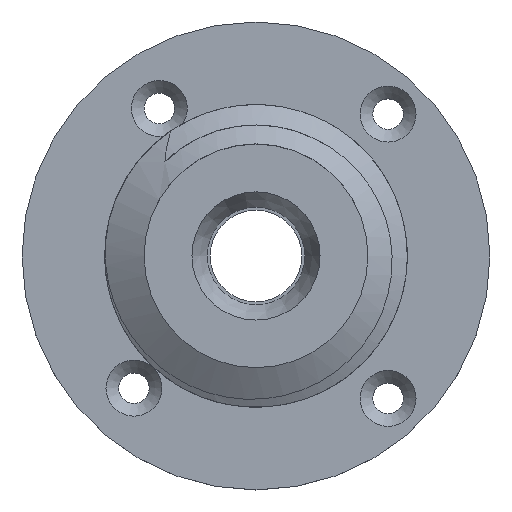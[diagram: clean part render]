
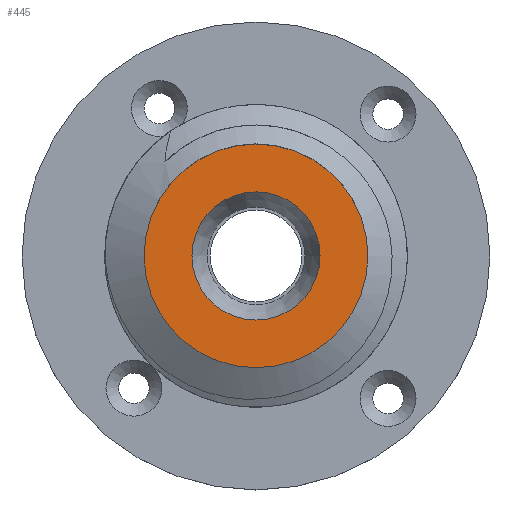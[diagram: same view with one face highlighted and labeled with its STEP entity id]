
A CAD part, top view. The second image highlights one B-rep face of the part: STEP entity #445.
In plain terms, the highlighted planar face has unit normal (0, 0, 1).
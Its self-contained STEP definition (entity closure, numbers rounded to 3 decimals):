
#21=FACE_BOUND('',#91,.T.);
#30=PLANE('',#507);
#60=FACE_OUTER_BOUND('',#90,.T.);
#90=EDGE_LOOP('',(#393));
#91=EDGE_LOOP('',(#394));
#123=CIRCLE('',#503,11.);
#124=CIRCLE('',#505,6.3);
#216=VERTEX_POINT('',#1853);
#217=VERTEX_POINT('',#1857);
#276=EDGE_CURVE('',#216,#216,#123,.T.);
#277=EDGE_CURVE('',#217,#217,#124,.T.);
#393=ORIENTED_EDGE('',*,*,#276,.T.);
#394=ORIENTED_EDGE('',*,*,#277,.F.);
#445=ADVANCED_FACE('',(#60,#21),#30,.T.);
#503=AXIS2_PLACEMENT_3D('',#1855,#609,#610);
#505=AXIS2_PLACEMENT_3D('',#1858,#613,#614);
#507=AXIS2_PLACEMENT_3D('',#1862,#618,#619);
#609=DIRECTION('center_axis',(0.,0.,1.));
#610=DIRECTION('ref_axis',(1.,0.,0.));
#613=DIRECTION('center_axis',(0.,0.,1.));
#614=DIRECTION('ref_axis',(1.,0.,0.));
#618=DIRECTION('center_axis',(0.,0.,1.));
#619=DIRECTION('ref_axis',(1.,0.,0.));
#1853=CARTESIAN_POINT('',(-11.,0.,3.));
#1855=CARTESIAN_POINT('Origin',(0.,0.,3.));
#1857=CARTESIAN_POINT('',(-6.3,0.,3.));
#1858=CARTESIAN_POINT('Origin',(0.,0.,3.));
#1862=CARTESIAN_POINT('Origin',(0.,0.,3.));
